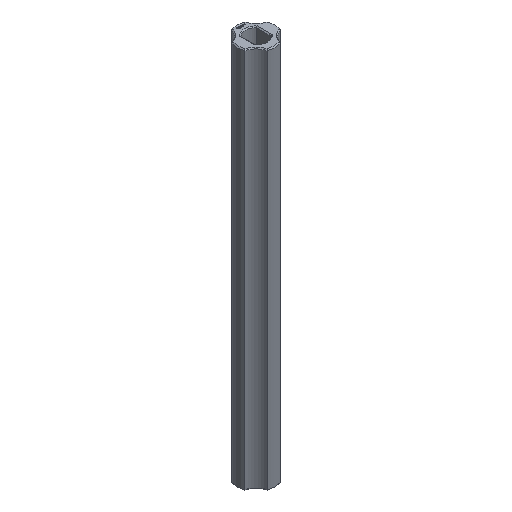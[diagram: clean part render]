
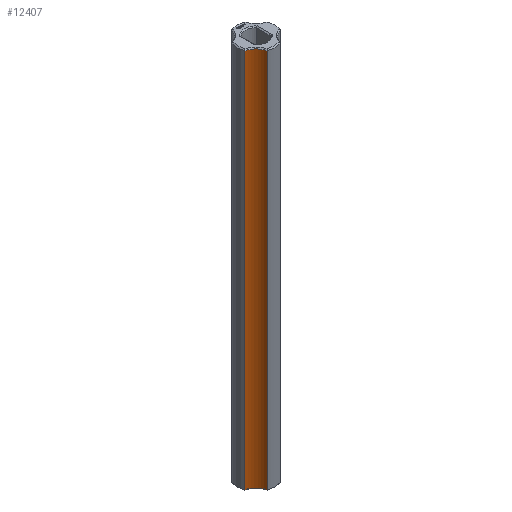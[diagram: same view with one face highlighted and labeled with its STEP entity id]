
A CAD part, isometric view. The second image highlights one B-rep face of the part: STEP entity #12407.
In plain terms, the highlighted cylindrical face has radius 5 mm (diameter 10 mm), a partial arc.
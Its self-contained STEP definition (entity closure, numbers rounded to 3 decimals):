
#189 = CYLINDRICAL_SURFACE('',#190,6.25);
#190 = AXIS2_PLACEMENT_3D('',#191,#192,#193);
#191 = CARTESIAN_POINT('',(0.,0.,0.));
#192 = DIRECTION('',(-0.,-0.,-1.));
#193 = DIRECTION('',(1.,0.,0.));
#625 = EDGE_CURVE('',#626,#628,#630,.T.);
#626 = VERTEX_POINT('',#627);
#627 = CARTESIAN_POINT('',(-2.225,-5.841,0.3));
#628 = VERTEX_POINT('',#629);
#629 = CARTESIAN_POINT('',(-2.225,-5.841,124.7));
#630 = SURFACE_CURVE('',#631,(#635,#642),.PCURVE_S1.);
#631 = LINE('',#632,#633);
#632 = CARTESIAN_POINT('',(-2.225,-5.841,0.));
#633 = VECTOR('',#634,1.);
#634 = DIRECTION('',(0.,0.,1.));
#635 = PCURVE('',#189,#636);
#636 = DEFINITIONAL_REPRESENTATION('',(#637),#641);
#637 = LINE('',#638,#639);
#638 = CARTESIAN_POINT('',(-4.348,0.));
#639 = VECTOR('',#640,1.);
#640 = DIRECTION('',(-0.,-1.));
#641 = ( GEOMETRIC_REPRESENTATION_CONTEXT(2) 
PARAMETRIC_REPRESENTATION_CONTEXT() REPRESENTATION_CONTEXT('2D SPACE',''
  ) );
#642 = PCURVE('',#643,#648);
#643 = CYLINDRICAL_SURFACE('',#644,5.);
#644 = AXIS2_PLACEMENT_3D('',#645,#646,#647);
#645 = CARTESIAN_POINT('',(-7.071,-7.071,0.));
#646 = DIRECTION('',(-0.,-0.,-1.));
#647 = DIRECTION('',(1.,0.,0.));
#648 = DEFINITIONAL_REPRESENTATION('',(#649),#653);
#649 = LINE('',#650,#651);
#650 = CARTESIAN_POINT('',(-0.249,0.));
#651 = VECTOR('',#652,1.);
#652 = DIRECTION('',(-0.,-1.));
#653 = ( GEOMETRIC_REPRESENTATION_CONTEXT(2) 
PARAMETRIC_REPRESENTATION_CONTEXT() REPRESENTATION_CONTEXT('2D SPACE',''
  ) );
#832 = CONICAL_SURFACE('',#833,5.,0.785);
#833 = AXIS2_PLACEMENT_3D('',#834,#835,#836);
#834 = CARTESIAN_POINT('',(-7.071,-7.071,0.3));
#835 = DIRECTION('',(-0.,-0.,-1.));
#836 = DIRECTION('',(0.969,0.246,0.));
#1149 = CONICAL_SURFACE('',#1150,5.,0.785);
#1150 = AXIS2_PLACEMENT_3D('',#1151,#1152,#1153);
#1151 = CARTESIAN_POINT('',(-7.071,-7.071,124.7));
#1152 = DIRECTION('',(0.,0.,1.));
#1153 = DIRECTION('',(0.969,0.246,0.));
#12407 = ADVANCED_FACE('',(#12408),#643,.F.);
#12408 = FACE_BOUND('',#12409,.T.);
#12409 = EDGE_LOOP('',(#12410,#12411,#12435,#12463));
#12410 = ORIENTED_EDGE('',*,*,#625,.T.);
#12411 = ORIENTED_EDGE('',*,*,#12412,.T.);
#12412 = EDGE_CURVE('',#628,#12413,#12415,.T.);
#12413 = VERTEX_POINT('',#12414);
#12414 = CARTESIAN_POINT('',(-5.841,-2.225,124.7));
#12415 = SURFACE_CURVE('',#12416,(#12421,#12428),.PCURVE_S1.);
#12416 = CIRCLE('',#12417,5.);
#12417 = AXIS2_PLACEMENT_3D('',#12418,#12419,#12420);
#12418 = CARTESIAN_POINT('',(-7.071,-7.071,124.7));
#12419 = DIRECTION('',(0.,-0.,1.));
#12420 = DIRECTION('',(0.969,0.246,0.));
#12421 = PCURVE('',#643,#12422);
#12422 = DEFINITIONAL_REPRESENTATION('',(#12423),#12427);
#12423 = LINE('',#12424,#12425);
#12424 = CARTESIAN_POINT('',(-0.249,-124.7));
#12425 = VECTOR('',#12426,1.);
#12426 = DIRECTION('',(-1.,0.));
#12427 = ( GEOMETRIC_REPRESENTATION_CONTEXT(2) 
PARAMETRIC_REPRESENTATION_CONTEXT() REPRESENTATION_CONTEXT('2D SPACE',''
  ) );
#12428 = PCURVE('',#1149,#12429);
#12429 = DEFINITIONAL_REPRESENTATION('',(#12430),#12434);
#12430 = LINE('',#12431,#12432);
#12431 = CARTESIAN_POINT('',(0.,0.));
#12432 = VECTOR('',#12433,1.);
#12433 = DIRECTION('',(1.,0.));
#12434 = ( GEOMETRIC_REPRESENTATION_CONTEXT(2) 
PARAMETRIC_REPRESENTATION_CONTEXT() REPRESENTATION_CONTEXT('2D SPACE',''
  ) );
#12435 = ORIENTED_EDGE('',*,*,#12436,.F.);
#12436 = EDGE_CURVE('',#12437,#12413,#12439,.T.);
#12437 = VERTEX_POINT('',#12438);
#12438 = CARTESIAN_POINT('',(-5.841,-2.225,0.3));
#12439 = SURFACE_CURVE('',#12440,(#12444,#12451),.PCURVE_S1.);
#12440 = LINE('',#12441,#12442);
#12441 = CARTESIAN_POINT('',(-5.841,-2.225,0.));
#12442 = VECTOR('',#12443,1.);
#12443 = DIRECTION('',(0.,0.,1.));
#12444 = PCURVE('',#643,#12445);
#12445 = DEFINITIONAL_REPRESENTATION('',(#12446),#12450);
#12446 = LINE('',#12447,#12448);
#12447 = CARTESIAN_POINT('',(-1.322,0.));
#12448 = VECTOR('',#12449,1.);
#12449 = DIRECTION('',(-0.,-1.));
#12450 = ( GEOMETRIC_REPRESENTATION_CONTEXT(2) 
PARAMETRIC_REPRESENTATION_CONTEXT() REPRESENTATION_CONTEXT('2D SPACE',''
  ) );
#12451 = PCURVE('',#12452,#12457);
#12452 = CYLINDRICAL_SURFACE('',#12453,6.25);
#12453 = AXIS2_PLACEMENT_3D('',#12454,#12455,#12456);
#12454 = CARTESIAN_POINT('',(0.,0.,0.));
#12455 = DIRECTION('',(-0.,-0.,-1.));
#12456 = DIRECTION('',(1.,0.,0.));
#12457 = DEFINITIONAL_REPRESENTATION('',(#12458),#12462);
#12458 = LINE('',#12459,#12460);
#12459 = CARTESIAN_POINT('',(-3.506,0.));
#12460 = VECTOR('',#12461,1.);
#12461 = DIRECTION('',(-0.,-1.));
#12462 = ( GEOMETRIC_REPRESENTATION_CONTEXT(2) 
PARAMETRIC_REPRESENTATION_CONTEXT() REPRESENTATION_CONTEXT('2D SPACE',''
  ) );
#12463 = ORIENTED_EDGE('',*,*,#12464,.F.);
#12464 = EDGE_CURVE('',#626,#12437,#12465,.T.);
#12465 = SURFACE_CURVE('',#12466,(#12471,#12478),.PCURVE_S1.);
#12466 = CIRCLE('',#12467,5.);
#12467 = AXIS2_PLACEMENT_3D('',#12468,#12469,#12470);
#12468 = CARTESIAN_POINT('',(-7.071,-7.071,0.3));
#12469 = DIRECTION('',(0.,-0.,1.));
#12470 = DIRECTION('',(0.969,0.246,0.));
#12471 = PCURVE('',#643,#12472);
#12472 = DEFINITIONAL_REPRESENTATION('',(#12473),#12477);
#12473 = LINE('',#12474,#12475);
#12474 = CARTESIAN_POINT('',(-0.249,-0.3));
#12475 = VECTOR('',#12476,1.);
#12476 = DIRECTION('',(-1.,0.));
#12477 = ( GEOMETRIC_REPRESENTATION_CONTEXT(2) 
PARAMETRIC_REPRESENTATION_CONTEXT() REPRESENTATION_CONTEXT('2D SPACE',''
  ) );
#12478 = PCURVE('',#832,#12479);
#12479 = DEFINITIONAL_REPRESENTATION('',(#12480),#12484);
#12480 = LINE('',#12481,#12482);
#12481 = CARTESIAN_POINT('',(-0.,0.));
#12482 = VECTOR('',#12483,1.);
#12483 = DIRECTION('',(-1.,0.));
#12484 = ( GEOMETRIC_REPRESENTATION_CONTEXT(2) 
PARAMETRIC_REPRESENTATION_CONTEXT() REPRESENTATION_CONTEXT('2D SPACE',''
  ) );
